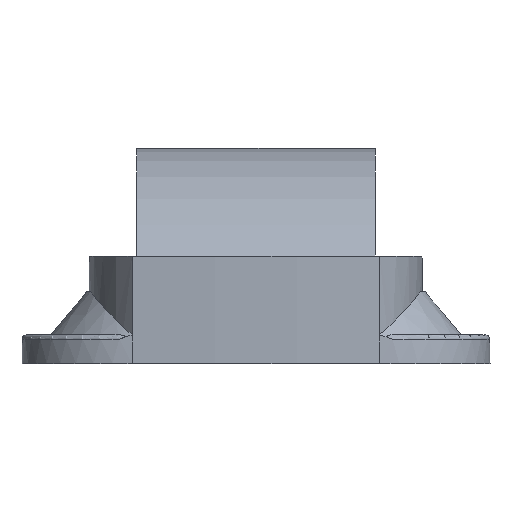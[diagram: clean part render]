
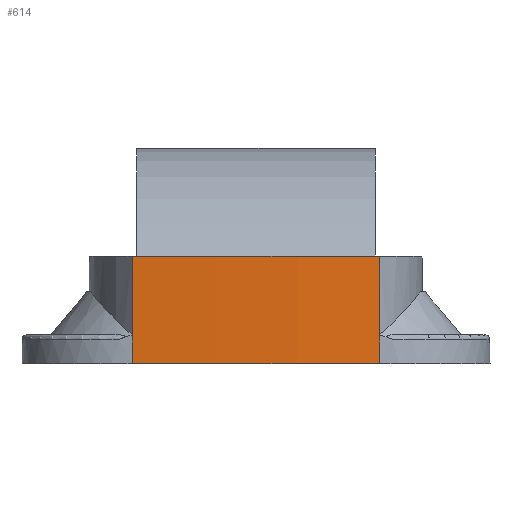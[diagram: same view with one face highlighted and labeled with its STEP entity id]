
A CAD part, front view. The second image highlights one B-rep face of the part: STEP entity #614.
In plain terms, the highlighted cylindrical face has radius 115.875 mm (diameter 231.75 mm), a partial arc.
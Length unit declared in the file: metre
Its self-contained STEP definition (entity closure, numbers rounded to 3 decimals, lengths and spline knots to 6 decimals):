
#73=LINE('',#1061,#109);
#74=LINE('',#1066,#110);
#75=LINE('',#1068,#111);
#76=LINE('',#1071,#112);
#109=VECTOR('',#834,1.);
#110=VECTOR('',#839,1.);
#111=VECTOR('',#840,1.);
#112=VECTOR('',#843,1.);
#208=ORIENTED_EDGE('',*,*,#360,.T.);
#209=ORIENTED_EDGE('',*,*,#361,.F.);
#210=ORIENTED_EDGE('',*,*,#362,.F.);
#211=ORIENTED_EDGE('',*,*,#363,.F.);
#212=ORIENTED_EDGE('',*,*,#359,.T.);
#213=ORIENTED_EDGE('',*,*,#364,.T.);
#359=EDGE_CURVE('',#435,#439,#73,.T.);
#360=EDGE_CURVE('',#440,#441,#477,.T.);
#361=EDGE_CURVE('',#442,#441,#74,.T.);
#362=EDGE_CURVE('',#443,#442,#75,.T.);
#363=EDGE_CURVE('',#435,#443,#478,.T.);
#364=EDGE_CURVE('',#439,#440,#76,.T.);
#435=VERTEX_POINT('',#1044);
#439=VERTEX_POINT('',#1060);
#440=VERTEX_POINT('',#1064);
#441=VERTEX_POINT('',#1065);
#442=VERTEX_POINT('',#1067);
#443=VERTEX_POINT('',#1069);
#477=CIRCLE('',#706,0.115875);
#478=CIRCLE('',#707,0.115875);
#512=EDGE_LOOP('',(#208,#209,#210,#211,#212,#213));
#557=FACE_BOUND('',#512,.T.);
#591=CYLINDRICAL_SURFACE('',#705,0.115875);
#614=ADVANCED_FACE('',(#557),#591,.T.);
#705=AXIS2_PLACEMENT_3D('',#1062,#835,#836);
#706=AXIS2_PLACEMENT_3D('',#1063,#837,#838);
#707=AXIS2_PLACEMENT_3D('',#1070,#841,#842);
#834=DIRECTION('',(0.,0.,-1.));
#835=DIRECTION('',(0.,0.,-1.));
#836=DIRECTION('',(-1.,0.,0.));
#837=DIRECTION('',(0.,0.,1.));
#838=DIRECTION('',(1.,0.,0.));
#839=DIRECTION('',(0.,0.,-1.));
#840=DIRECTION('',(0.,0.,-1.));
#841=DIRECTION('',(0.,0.,1.));
#842=DIRECTION('',(1.,0.,0.));
#843=DIRECTION('',(0.,0.,-1.));
#1044=CARTESIAN_POINT('',(-0.044123,-0.023549,0.0075));
#1060=CARTESIAN_POINT('',(-0.044123,-0.023549,0.002));
#1061=CARTESIAN_POINT('',(-0.044123,-0.023549,0.0075));
#1062=CARTESIAN_POINT('',(-0.035486,0.092004,0.0075));
#1063=CARTESIAN_POINT('',(-0.035486,0.092004,0.));
#1064=CARTESIAN_POINT('',(-0.044123,-0.023549,0.));
#1065=CARTESIAN_POINT('',(-0.026856,-0.023549,0.));
#1066=CARTESIAN_POINT('',(-0.026856,-0.023549,0.002));
#1067=CARTESIAN_POINT('',(-0.026856,-0.023549,0.002));
#1068=CARTESIAN_POINT('',(-0.026856,-0.023549,0.0075));
#1069=CARTESIAN_POINT('',(-0.026856,-0.023549,0.0075));
#1070=CARTESIAN_POINT('',(-0.035486,0.092004,0.0075));
#1071=CARTESIAN_POINT('',(-0.044123,-0.023549,0.002));
